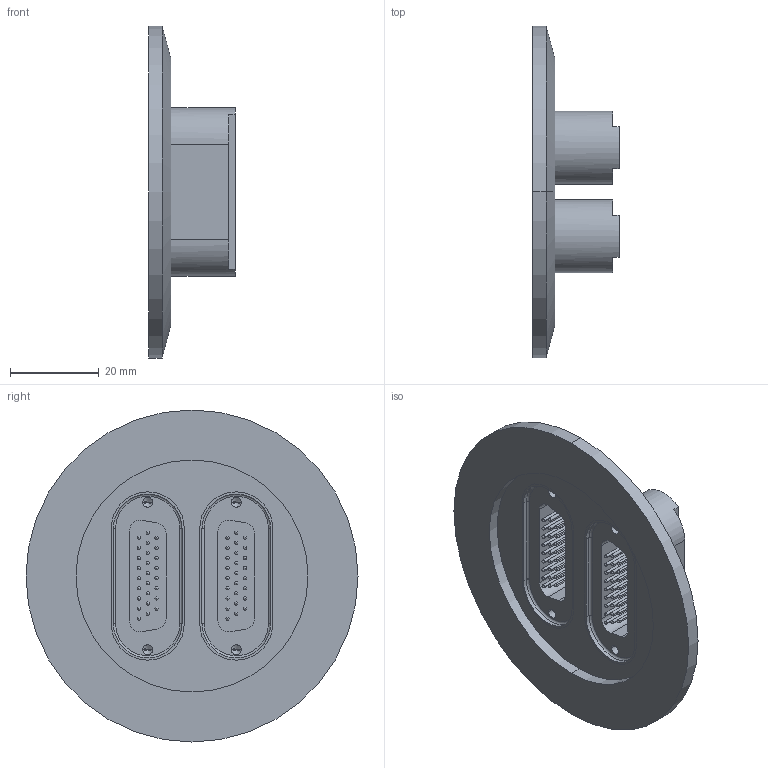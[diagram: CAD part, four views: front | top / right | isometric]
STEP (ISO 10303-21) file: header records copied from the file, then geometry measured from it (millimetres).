
FILE_DESCRIPTION (( 'STEP AP214' ), '1' );
FILE_NAME ('210-HD26-K50-2.step', '2025-02-17T20:31:47', ( '' ), ( '' ), 'SwSTEP 2.0', 'SolidWorks 2022', '' );
FILE_SCHEMA (( 'AUTOMOTIVE_DESIGN' ));
Length unit declared in the file: millimetre
Products named in the file (5): 9218-HDX-SS_26pol.0,7 mm Logo; 210-HD26-K50-2; 218-HDX-SS_218-HD26-SS; 9210-PIN-FENI-0.7_vergoldet; 9210-D15-K50-2_DN50 KF
Assembly tree (30 placements, depth 3):
  210-HD26-K50-2
    9210-D15-K50-2_DN50 KF
    218-HDX-SS_218-HD26-SS  x2
      9218-HDX-SS_26pol.0,7 mm Logo
      9210-PIN-FENI-0.7_vergoldet
Bounding box: 19.5 x 75 x 75 mm (x, y, z)
Volume: 24296.9 mm3; surface area: 18010.9 mm2
Topology: 55 solids, 55 shells, 821 faces, 2284 edges, 1506 vertices
Faces by surface type: cylinder 350, plane 291, sphere 104, bspline 54, cone 18, torus 4
Entity records: 12153 total; most frequent: CARTESIAN_POINT 3540, DIRECTION 1719, ORIENTED_EDGE 1702, EDGE_CURVE 851, AXIS2_PLACEMENT_3D 595, VERTEX_POINT 564, LINE 529, VECTOR 529
